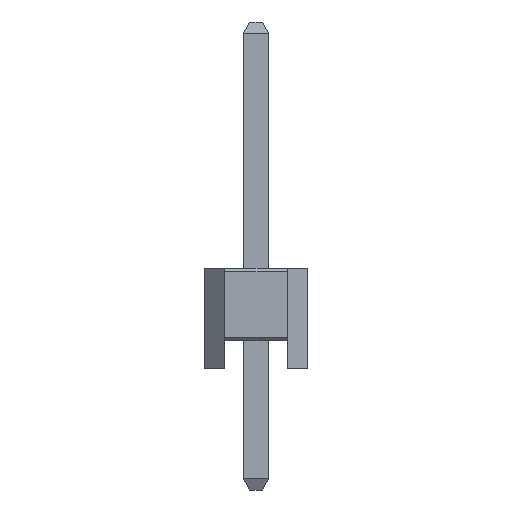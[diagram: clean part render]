
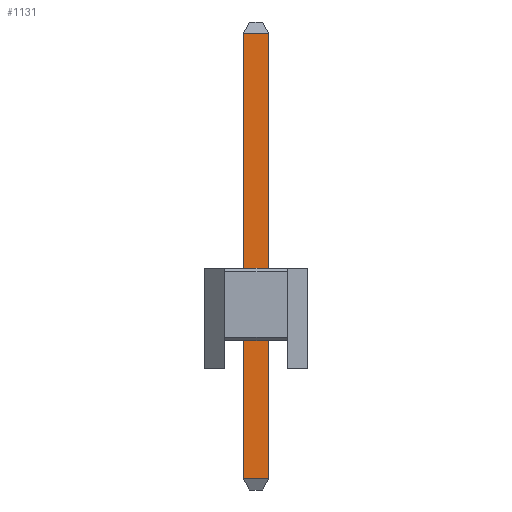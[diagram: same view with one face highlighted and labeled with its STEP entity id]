
A CAD part, left-side view. The second image highlights one B-rep face of the part: STEP entity #1131.
In plain terms, the highlighted planar face has unit normal (-1, 0, 0).
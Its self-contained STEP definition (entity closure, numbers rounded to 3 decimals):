
#1131=ADVANCED_FACE('',(#1913),#1915,.T.);
#1913=FACE_BOUND('',#1914,.T.);
#1914=EDGE_LOOP('',(#2440,#2441,#2442,#2443));
#1915=PLANE('',#1916);
#1916=AXIS2_PLACEMENT_3D('',#1917,#1918,#1919);
#1917=CARTESIAN_POINT('',(-0.32,0.32,-3.));
#1918=DIRECTION('',(-1.,0.,0.));
#1919=DIRECTION('',(0.,-1.,0.));
#2440=ORIENTED_EDGE('',*,*,#2712,.F.);
#2441=ORIENTED_EDGE('',*,*,#2711,.F.);
#2442=ORIENTED_EDGE('',*,*,#2713,.T.);
#2443=ORIENTED_EDGE('',*,*,#2714,.T.);
#2711=EDGE_CURVE('',#3081,#3077,#3083,.T.);
#2712=EDGE_CURVE('',#3077,#3084,#3085,.T.);
#2713=EDGE_CURVE('',#3081,#3086,#3087,.T.);
#2714=EDGE_CURVE('',#3086,#3084,#3088,.T.);
#3077=VERTEX_POINT('',#3893);
#3081=VERTEX_POINT('',#3901);
#3083=LINE('',#3905,#3906);
#3084=VERTEX_POINT('',#3908);
#3085=LINE('',#3909,#3910);
#3086=VERTEX_POINT('',#3912);
#3087=LINE('',#3913,#3914);
#3088=LINE('',#3916,#3917);
#3893=CARTESIAN_POINT('',(-0.32,0.32,8.323));
#3901=CARTESIAN_POINT('',(-0.32,0.32,-2.723));
#3905=CARTESIAN_POINT('',(-0.32,0.32,-2.723));
#3906=VECTOR('',#3907,1.);
#3907=DIRECTION('',(0.,0.,1.));
#3908=CARTESIAN_POINT('',(-0.32,-0.32,8.323));
#3909=CARTESIAN_POINT('',(-0.32,0.32,8.323));
#3910=VECTOR('',#3911,1.);
#3911=DIRECTION('',(0.,-1.,0.));
#3912=CARTESIAN_POINT('',(-0.32,-0.32,-2.723));
#3913=CARTESIAN_POINT('',(-0.32,0.32,-2.723));
#3914=VECTOR('',#3915,1.);
#3915=DIRECTION('',(0.,-1.,0.));
#3916=CARTESIAN_POINT('',(-0.32,-0.32,-2.723));
#3917=VECTOR('',#3918,1.);
#3918=DIRECTION('',(0.,0.,1.));
